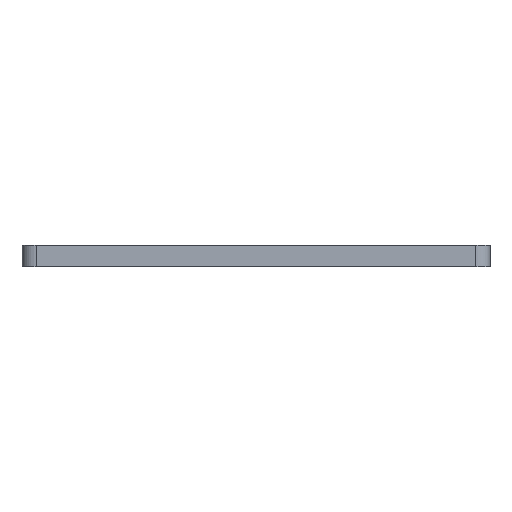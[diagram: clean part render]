
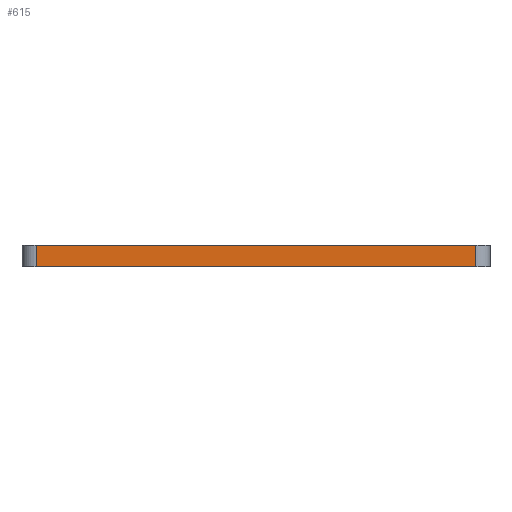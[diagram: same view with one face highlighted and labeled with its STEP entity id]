
A CAD part, front view. The second image highlights one B-rep face of the part: STEP entity #615.
In plain terms, the highlighted planar face has unit normal (0, -1, 0).
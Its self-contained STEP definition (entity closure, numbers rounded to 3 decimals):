
#56=PLANE('',#702);
#83=FACE_OUTER_BOUND('',#131,.T.);
#131=EDGE_LOOP('',(#525,#526,#527,#528));
#155=LINE('',#902,#190);
#160=LINE('',#914,#195);
#164=LINE('',#967,#199);
#186=LINE('',#1049,#221);
#190=VECTOR('',#715,10.);
#195=VECTOR('',#726,10.);
#199=VECTOR('',#778,10.);
#221=VECTOR('',#880,10.);
#272=VERTEX_POINT('',#899);
#273=VERTEX_POINT('',#901);
#277=VERTEX_POINT('',#913);
#301=VERTEX_POINT('',#963);
#326=EDGE_CURVE('',#272,#273,#155,.T.);
#332=EDGE_CURVE('',#277,#273,#160,.T.);
#359=EDGE_CURVE('',#277,#301,#164,.T.);
#400=EDGE_CURVE('',#301,#272,#186,.T.);
#525=ORIENTED_EDGE('',*,*,#326,.F.);
#526=ORIENTED_EDGE('',*,*,#400,.F.);
#527=ORIENTED_EDGE('',*,*,#359,.F.);
#528=ORIENTED_EDGE('',*,*,#332,.T.);
#615=ADVANCED_FACE('',(#83),#56,.T.);
#702=AXIS2_PLACEMENT_3D('',#1048,#878,#879);
#715=DIRECTION('',(0.,0.,-1.));
#726=DIRECTION('',(1.,0.,0.));
#778=DIRECTION('',(0.,0.,1.));
#878=DIRECTION('center_axis',(0.,-1.,0.));
#879=DIRECTION('ref_axis',(1.,0.,0.));
#880=DIRECTION('',(1.,0.,0.));
#899=CARTESIAN_POINT('',(30.5,-40.45,4.5));
#901=CARTESIAN_POINT('',(30.5,-40.45,1.5));
#902=CARTESIAN_POINT('',(30.5,-40.45,1.5));
#913=CARTESIAN_POINT('',(-30.5,-40.45,1.5));
#914=CARTESIAN_POINT('',(-32.5,-40.45,1.5));
#963=CARTESIAN_POINT('',(-30.5,-40.45,4.5));
#967=CARTESIAN_POINT('',(-30.5,-40.45,1.5));
#1048=CARTESIAN_POINT('Origin',(-32.5,-40.45,1.5));
#1049=CARTESIAN_POINT('',(-32.5,-40.45,4.5));
